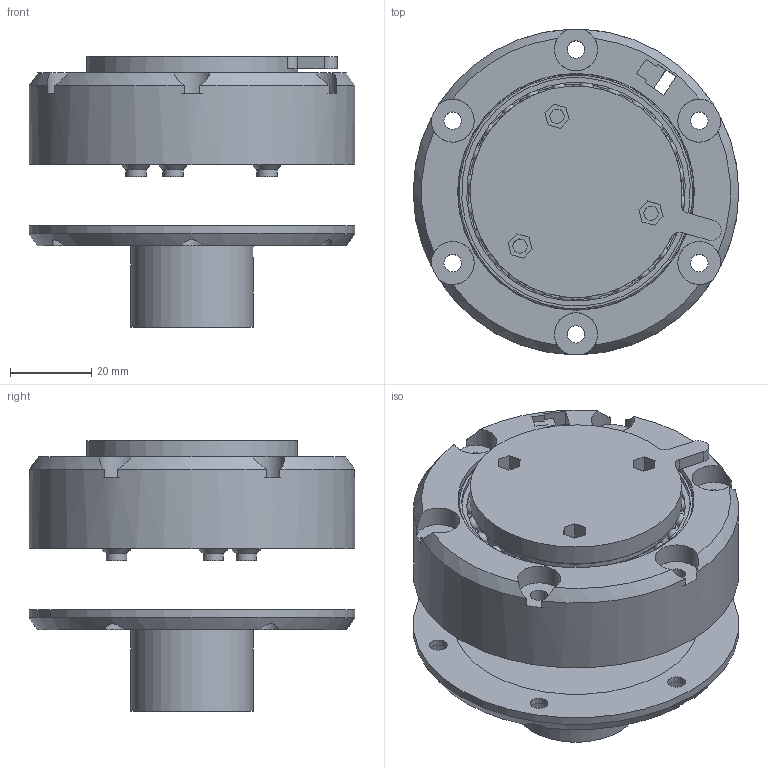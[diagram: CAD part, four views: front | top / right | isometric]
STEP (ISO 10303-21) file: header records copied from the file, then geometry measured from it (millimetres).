
FILE_DESCRIPTION(/* description */ (''),/* implementation_level */ '2;1');
FILE_NAME(/* name */ 'Joint2.step',/* time_stamp */ '2025-04-02T16:20:53+02:00',/* author */ ('rocke'),/* organization */ (''),/* preprocessor_version */ 'ST-DEVELOPER v18.1',/* originating_system */ 'Autodesk Inventor 2021',/* authorisation */ '');
FILE_SCHEMA (('AUTOMOTIVE_DESIGN { 1 0 10303 214 3 1 1 }'));
Length unit declared in the file: millimetre
Products named in the file (11): Joint2; Sun Gear; Planet Carrier; Planet Carrier 2; Planet Carrier 3; DIN 625 SKF - SKF 628/8-2Z; DIN 472 - 16x1; Ring Cover; ISO 4762 - M3 x 5; Bearing 61809-2Z GB/T 276-94; Ring Cover Top
Assembly tree (13 placements, depth 2):
  Joint2
    Sun Gear
    Planet Carrier
    Planet Carrier 2
    Planet Carrier 3
    DIN 625 SKF - SKF 628/8-2Z
    DIN 472 - 16x1
    Ring Cover
    ISO 4762 - M3 x 5  x3
    Bearing 61809-2Z GB/T 276-94  x2
    Ring Cover Top
Bounding box: 80 x 80 x 66.5 mm (x, y, z)
Volume: 124597.6 mm3; surface area: 66259.7 mm2
Topology: 62 solids, 62 shells, 465 faces, 1355 edges, 938 vertices
Faces by surface type: plane 158, torus 130, cylinder 103, sphere 56, cone 18
Full cylindrical faces by diameter (mm): 1.7 x2, 2.8 x1, 3 x3, 3.1 x1, 3.2 x2, 3.5 x9, 4.3 x12, 5 x3, 5.5 x3, 6.5 x2, 7.15 x1, 8 x7, 10.56 x2, 12 x1, 13.44 x2, 16 x1, 16.2 x3, 17.2 x1, 25.15 x1, 25.5 x1, 30 x1, 44.8 x2, 45 x2, 46.776 x4, 49.238 x4, 52 x3, 53 x1, 53.762 x4, 56.224 x4, 58 x2
Entity records: 13589 total; most frequent: CARTESIAN_POINT 3279, DIRECTION 2197, ORIENTED_EDGE 1964, EDGE_CURVE 982, AXIS2_PLACEMENT_3D 947, VERTEX_POINT 788, CIRCLE 582, EDGE_LOOP 506
